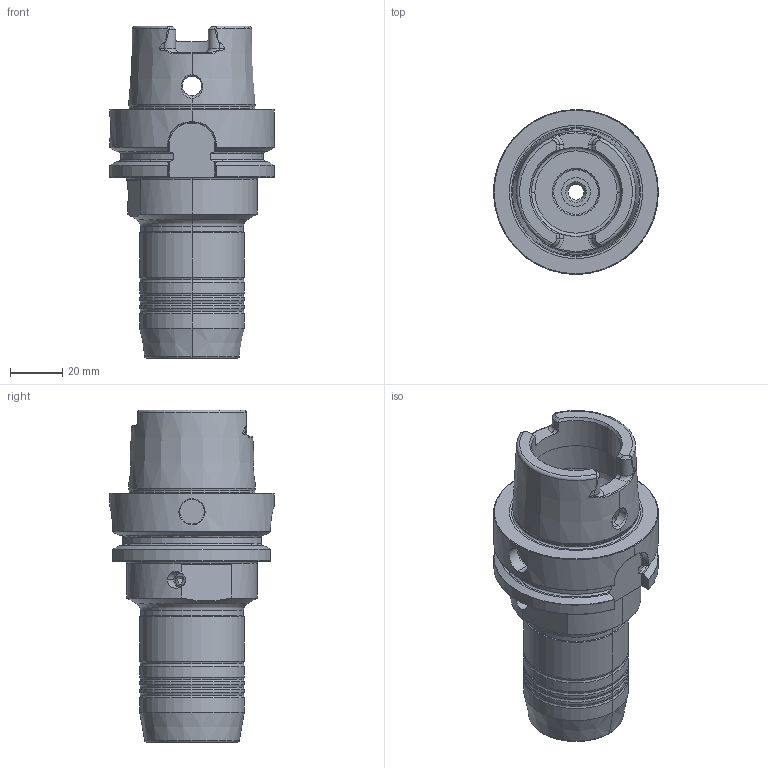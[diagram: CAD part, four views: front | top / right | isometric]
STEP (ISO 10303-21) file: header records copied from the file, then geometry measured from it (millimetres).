
FILE_DESCRIPTION (( 'STEP AP214' ), '1' );
FILE_NAME ('77.A63.018 x=95_step.STEP', '2020-02-06T09:37:31', ( '' ), ( '' ), 'SwSTEP 2.0', 'SolidWorks 2018', '' );
FILE_SCHEMA (( 'AUTOMOTIVE_DESIGN' ));
Length unit declared in the file: millimetre
Products named in the file (1): 77.A63.018 x=95_step
Bounding box: 62.94 x 62.94 x 126.9 mm (x, y, z)
Volume: 161489.7 mm3; surface area: 53317.6 mm2
Topology: 10 solids, 10 shells, 550 faces, 1285 edges, 757 vertices
Faces by surface type: cylinder 165, plane 123, cone 117, torus 103, bspline 38, sphere 4
Entity records: 26821 total; most frequent: CARTESIAN_POINT 8435, DIRECTION 2630, ORIENTED_EDGE 2518, EDGE_CURVE 1259, AXIS2_PLACEMENT_3D 1106, VERTEX_POINT 751, CIRCLE 593, EDGE_LOOP 590
